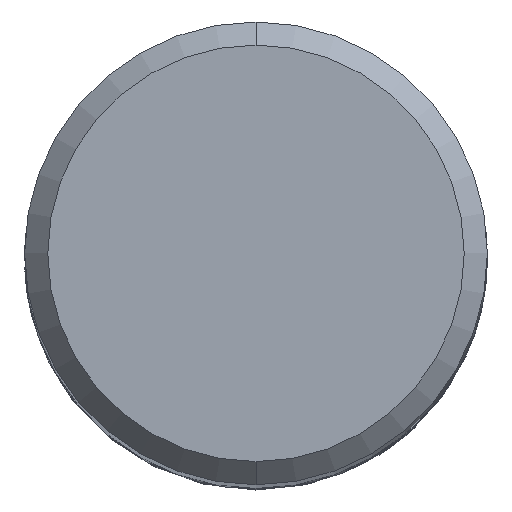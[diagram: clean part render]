
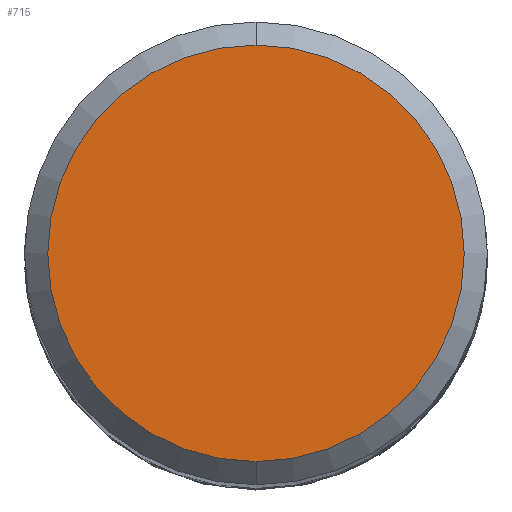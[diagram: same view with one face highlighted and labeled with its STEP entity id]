
A CAD part, top view. The second image highlights one B-rep face of the part: STEP entity #715.
In plain terms, the highlighted planar face has unit normal (0, 0, 1).
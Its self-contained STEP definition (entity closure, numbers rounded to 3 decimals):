
#545=EDGE_CURVE('',#1269,#1043,#1441,.T.);
#715=ADVANCED_FACE('',(#1629),#1630,.T.);
#1043=VERTEX_POINT('',#1990);
#1119=EDGE_CURVE('',#1043,#1269,#2072,.T.);
#1269=VERTEX_POINT('',#2233);
#1441=CIRCLE('',#2966,4.5);
#1629=FACE_OUTER_BOUND('',#4287,.T.);
#1630=PLANE('',#4288);
#1990=CARTESIAN_POINT('',(0.0,4.5,0.0));
#2072=CIRCLE('',#9409,4.5);
#2233=CARTESIAN_POINT('',(0.,-4.5,0.0));
#2966=AXIS2_PLACEMENT_3D('',#13040,#13041,#13042);
#4287=EDGE_LOOP('',(#13255,#13256));
#4288=AXIS2_PLACEMENT_3D('',#13257,#13258,#13259);
#9409=AXIS2_PLACEMENT_3D('',#13723,#13724,#13725);
#13040=CARTESIAN_POINT('',(0.0,0.0,0.0));
#13041=DIRECTION('',(0.0,0.0,-1.0));
#13042=DIRECTION('',(0.0,1.0,0.0));
#13255=ORIENTED_EDGE('',*,*,#1119,.F.);
#13256=ORIENTED_EDGE('',*,*,#545,.F.);
#13257=CARTESIAN_POINT('',(0.0,2.25,0.0));
#13258=DIRECTION('',(-0.0,0.0,1.0));
#13259=DIRECTION('',(0.0,-1.0,0.0));
#13723=CARTESIAN_POINT('',(0.0,0.0,0.0));
#13724=DIRECTION('',(0.0,0.0,-1.0));
#13725=DIRECTION('',(0.0,1.0,0.0));
